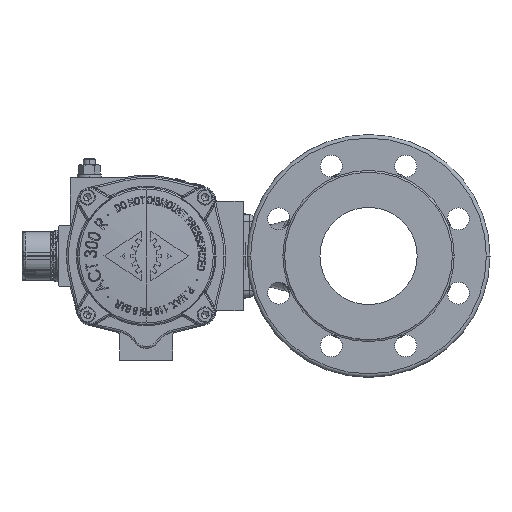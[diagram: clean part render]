
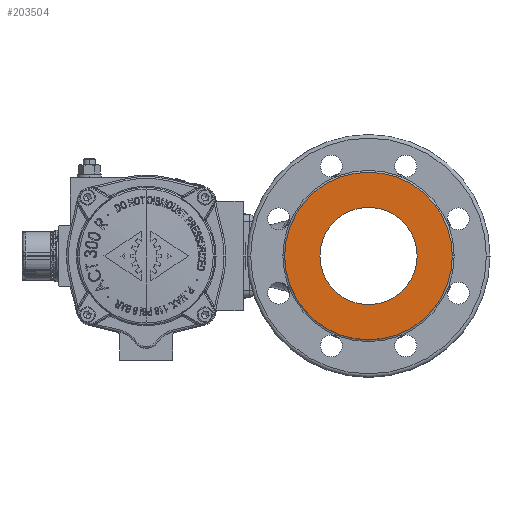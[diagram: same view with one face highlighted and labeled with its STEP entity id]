
A CAD part, left-side view. The second image highlights one B-rep face of the part: STEP entity #203504.
In plain terms, the highlighted planar face has unit normal (-1, 0, 0).
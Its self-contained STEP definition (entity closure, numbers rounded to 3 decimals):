
#3357 = ORIENTED_EDGE ( 'NONE', *, *, #181452, .T. ) ;
#10121 = DIRECTION ( 'NONE',  ( 0., 1., 0. ) ) ;
#10280 = AXIS2_PLACEMENT_3D ( 'NONE', #195206, #107126, #161153 ) ;
#13736 = DIRECTION ( 'NONE',  ( 0., 1., 0. ) ) ;
#15843 = AXIS2_PLACEMENT_3D ( 'NONE', #47861, #104304, #13736 ) ;
#20257 = CARTESIAN_POINT ( 'NONE',  ( -66.5, -1.5, -69. ) ) ;
#21472 = CIRCLE ( 'NONE', #10280, 69. ) ;
#22780 = EDGE_CURVE ( 'NONE', #29160, #79868, #21472, .T. ) ;
#29160 = VERTEX_POINT ( 'NONE', #20257 ) ;
#29394 = DIRECTION ( 'NONE',  ( -1., 0., 0. ) ) ;
#36036 = VERTEX_POINT ( 'NONE', #72542 ) ;
#47861 = CARTESIAN_POINT ( 'NONE',  ( -66.5, -1.5, 0. ) ) ;
#50034 = CIRCLE ( 'NONE', #162809, 69. ) ;
#66543 = CARTESIAN_POINT ( 'NONE',  ( -66.5, -1.5, 0. ) ) ;
#72542 = CARTESIAN_POINT ( 'NONE',  ( -66.5, -41.5, 0. ) ) ;
#79868 = VERTEX_POINT ( 'NONE', #178911 ) ;
#104304 = DIRECTION ( 'NONE',  ( 1., 0., 0. ) ) ;
#105823 = FACE_BOUND ( 'NONE', #188499, .T. ) ;
#107126 = DIRECTION ( 'NONE',  ( 1., 0., 0. ) ) ;
#108103 = AXIS2_PLACEMENT_3D ( 'NONE', #66543, #189917, #10121 ) ;
#118673 = DIRECTION ( 'NONE',  ( 1., 0., 0. ) ) ;
#121121 = FACE_OUTER_BOUND ( 'NONE', #172696, .T. ) ;
#136314 = CARTESIAN_POINT ( 'NONE',  ( -66.5, -1.5, 0. ) ) ;
#145531 = AXIS2_PLACEMENT_3D ( 'NONE', #192722, #29394, #155210 ) ;
#150060 = ORIENTED_EDGE ( 'NONE', *, *, #195178, .T. ) ;
#150452 = VERTEX_POINT ( 'NONE', #157737 ) ;
#151582 = DIRECTION ( 'NONE',  ( 0., 0., -1. ) ) ;
#155210 = DIRECTION ( 'NONE',  ( 0., 0., 1. ) ) ;
#156879 = EDGE_CURVE ( 'NONE', #79868, #29160, #50034, .T. ) ;
#157737 = CARTESIAN_POINT ( 'NONE',  ( -66.5, 38.5, 0. ) ) ;
#161153 = DIRECTION ( 'NONE',  ( 0., 0., -1. ) ) ;
#162809 = AXIS2_PLACEMENT_3D ( 'NONE', #136314, #118673, #151582 ) ;
#172696 = EDGE_LOOP ( 'NONE', ( #206135, #173089 ) ) ;
#173089 = ORIENTED_EDGE ( 'NONE', *, *, #156879, .F. ) ;
#175608 = CIRCLE ( 'NONE', #108103, 40. ) ;
#178911 = CARTESIAN_POINT ( 'NONE',  ( -66.5, -1.5, 69. ) ) ;
#181452 = EDGE_CURVE ( 'NONE', #36036, #150452, #175608, .T. ) ;
#188499 = EDGE_LOOP ( 'NONE', ( #3357, #150060 ) ) ;
#189917 = DIRECTION ( 'NONE',  ( 1., 0., 0. ) ) ;
#190427 = PLANE ( 'NONE',  #145531 ) ;
#192722 = CARTESIAN_POINT ( 'NONE',  ( -66.5, -1.5, -34.5 ) ) ;
#195178 = EDGE_CURVE ( 'NONE', #150452, #36036, #210983, .T. ) ;
#195206 = CARTESIAN_POINT ( 'NONE',  ( -66.5, -1.5, 0. ) ) ;
#203504 = ADVANCED_FACE ( 'NONE', ( #105823, #121121 ), #190427, .T. ) ;
#206135 = ORIENTED_EDGE ( 'NONE', *, *, #22780, .F. ) ;
#210983 = CIRCLE ( 'NONE', #15843, 40. ) ;
